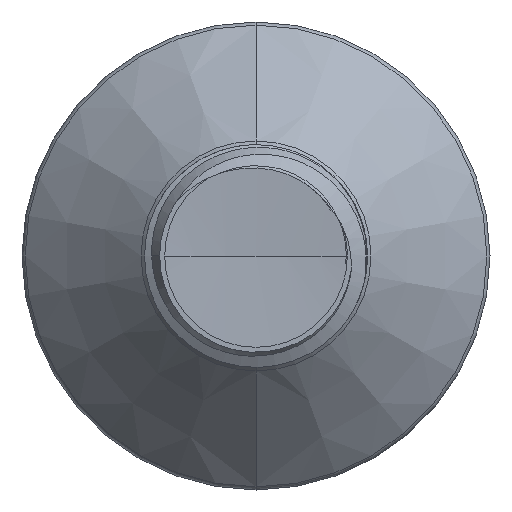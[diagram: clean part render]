
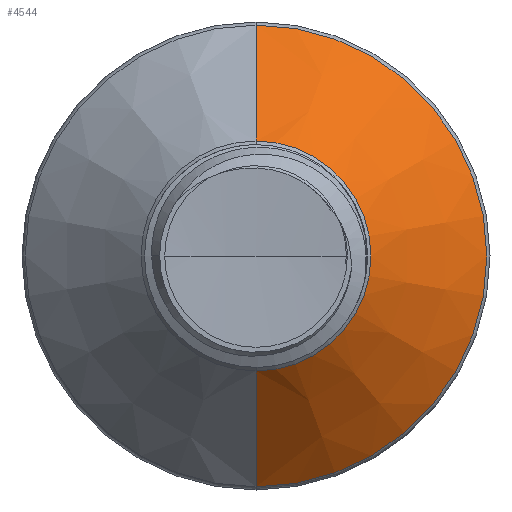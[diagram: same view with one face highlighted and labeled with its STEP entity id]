
A CAD part, front view. The second image highlights one B-rep face of the part: STEP entity #4544.
In plain terms, the highlighted conical face has half-angle 45 degrees and reference radius 2.064 mm.
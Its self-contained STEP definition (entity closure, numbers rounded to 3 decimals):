
#618 = AXIS2_PLACEMENT_3D ( 'NONE', #7012, #15926, #8423 ) ;
#1138 = ORIENTED_EDGE ( 'NONE', *, *, #16497, .T. ) ;
#1698 = CARTESIAN_POINT ( 'NONE',  ( 0., 7.865, 4.143 ) ) ;
#2495 = CARTESIAN_POINT ( 'NONE',  ( 0., 5.786, -2.064 ) ) ;
#2702 = AXIS2_PLACEMENT_3D ( 'NONE', #5721, #5054, #5039 ) ;
#3804 = CIRCLE ( 'NONE', #618, 4.143 ) ;
#3929 = VERTEX_POINT ( 'NONE', #7757 ) ;
#4544 = ADVANCED_FACE ( 'NONE', ( #4783 ), #10966, .T. ) ;
#4620 = ORIENTED_EDGE ( 'NONE', *, *, #15798, .T. ) ;
#4783 = FACE_OUTER_BOUND ( 'NONE', #15364, .T. ) ;
#4869 = DIRECTION ( 'NONE',  ( 0., 1., 0. ) ) ;
#5039 = DIRECTION ( 'NONE',  ( 0., 0., 1. ) ) ;
#5054 = DIRECTION ( 'NONE',  ( 0., 1., 0. ) ) ;
#5721 = CARTESIAN_POINT ( 'NONE',  ( 0., 5.786, 0. ) ) ;
#6119 = DIRECTION ( 'NONE',  ( 0., 0.707, 0.707 ) ) ;
#7012 = CARTESIAN_POINT ( 'NONE',  ( 0., 7.865, 0. ) ) ;
#7460 = CARTESIAN_POINT ( 'NONE',  ( 0., 5.786, 2.064 ) ) ;
#7757 = CARTESIAN_POINT ( 'NONE',  ( 0., 5.786, 2.064 ) ) ;
#8045 = AXIS2_PLACEMENT_3D ( 'NONE', #13128, #4869, #14308 ) ;
#8423 = DIRECTION ( 'NONE',  ( 0., 0., 1. ) ) ;
#9561 = VECTOR ( 'NONE', #12397, 1000. ) ;
#9913 = VERTEX_POINT ( 'NONE', #14555 ) ;
#10477 = CARTESIAN_POINT ( 'NONE',  ( 0., 7.865, -4.143 ) ) ;
#10966 = CONICAL_SURFACE ( 'NONE', #2702, 2.064, 0.785 ) ;
#11137 = VECTOR ( 'NONE', #6119, 1000. ) ;
#12091 = ORIENTED_EDGE ( 'NONE', *, *, #15094, .F. ) ;
#12397 = DIRECTION ( 'NONE',  ( 0., 0.707, -0.707 ) ) ;
#12515 = ORIENTED_EDGE ( 'NONE', *, *, #13577, .F. ) ;
#13128 = CARTESIAN_POINT ( 'NONE',  ( 0., 5.786, 0. ) ) ;
#13577 = EDGE_CURVE ( 'NONE', #3929, #16184, #14432, .T. ) ;
#14308 = DIRECTION ( 'NONE',  ( 0., 0., 1. ) ) ;
#14432 = LINE ( 'NONE', #7460, #11137 ) ;
#14555 = CARTESIAN_POINT ( 'NONE',  ( 0., 5.786, -2.064 ) ) ;
#14767 = CIRCLE ( 'NONE', #8045, 2.064 ) ;
#15094 = EDGE_CURVE ( 'NONE', #16184, #16491, #3804, .T. ) ;
#15364 = EDGE_LOOP ( 'NONE', ( #1138, #4620, #12091, #12515 ) ) ;
#15798 = EDGE_CURVE ( 'NONE', #9913, #16491, #16408, .T. ) ;
#15926 = DIRECTION ( 'NONE',  ( 0., 1., 0. ) ) ;
#16184 = VERTEX_POINT ( 'NONE', #1698 ) ;
#16408 = LINE ( 'NONE', #2495, #9561 ) ;
#16491 = VERTEX_POINT ( 'NONE', #10477 ) ;
#16497 = EDGE_CURVE ( 'NONE', #3929, #9913, #14767, .T. ) ;
